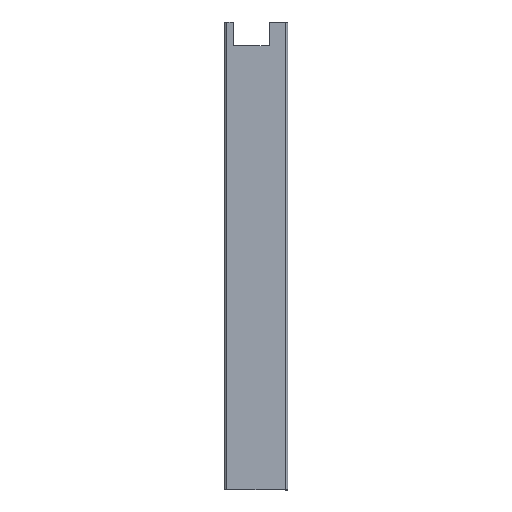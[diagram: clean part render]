
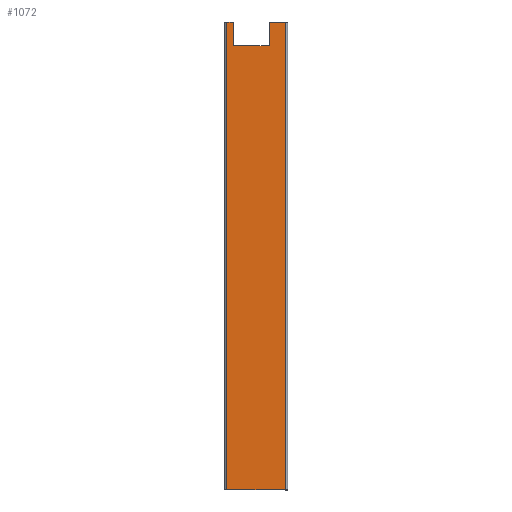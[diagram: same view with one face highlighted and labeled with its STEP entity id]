
A CAD part, top view. The second image highlights one B-rep face of the part: STEP entity #1072.
In plain terms, the highlighted planar face has unit normal (0, 0, 1).
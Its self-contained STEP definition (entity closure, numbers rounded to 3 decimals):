
#53=FACE_OUTER_BOUND('',#110,.T.);
#110=EDGE_LOOP('',(#717,#718,#719,#720,#721,#722,#723,#724));
#168=LINE('',#1524,#305);
#171=LINE('',#1530,#308);
#174=LINE('',#1536,#311);
#176=LINE('',#1540,#313);
#177=LINE('',#1542,#314);
#178=LINE('',#1544,#315);
#179=LINE('',#1546,#316);
#180=LINE('',#1547,#317);
#305=VECTOR('',#1225,10.);
#308=VECTOR('',#1230,10.);
#311=VECTOR('',#1235,10.);
#313=VECTOR('',#1239,10.);
#314=VECTOR('',#1240,10.);
#315=VECTOR('',#1241,10.);
#316=VECTOR('',#1242,10.);
#317=VECTOR('',#1243,10.);
#442=VERTEX_POINT('',#1521);
#443=VERTEX_POINT('',#1523);
#445=VERTEX_POINT('',#1529);
#447=VERTEX_POINT('',#1535);
#448=VERTEX_POINT('',#1539);
#449=VERTEX_POINT('',#1541);
#450=VERTEX_POINT('',#1543);
#451=VERTEX_POINT('',#1545);
#548=EDGE_CURVE('',#443,#442,#168,.T.);
#551=EDGE_CURVE('',#445,#443,#171,.T.);
#554=EDGE_CURVE('',#447,#445,#174,.T.);
#556=EDGE_CURVE('',#448,#442,#176,.T.);
#557=EDGE_CURVE('',#448,#449,#177,.T.);
#558=EDGE_CURVE('',#450,#449,#178,.T.);
#559=EDGE_CURVE('',#451,#450,#179,.T.);
#560=EDGE_CURVE('',#447,#451,#180,.T.);
#717=ORIENTED_EDGE('',*,*,#554,.T.);
#718=ORIENTED_EDGE('',*,*,#551,.T.);
#719=ORIENTED_EDGE('',*,*,#548,.T.);
#720=ORIENTED_EDGE('',*,*,#556,.F.);
#721=ORIENTED_EDGE('',*,*,#557,.T.);
#722=ORIENTED_EDGE('',*,*,#558,.F.);
#723=ORIENTED_EDGE('',*,*,#559,.F.);
#724=ORIENTED_EDGE('',*,*,#560,.F.);
#1026=PLANE('',#1143);
#1072=ADVANCED_FACE('',(#53),#1026,.T.);
#1143=AXIS2_PLACEMENT_3D('',#1538,#1237,#1238);
#1225=DIRECTION('',(0.,1.,0.));
#1230=DIRECTION('',(-1.,0.,0.));
#1235=DIRECTION('',(0.,-1.,0.));
#1237=DIRECTION('center_axis',(0.,0.,1.));
#1238=DIRECTION('ref_axis',(-1.,0.,0.));
#1239=DIRECTION('',(1.,0.,0.));
#1240=DIRECTION('',(0.,-1.,0.));
#1241=DIRECTION('',(-1.,0.,0.));
#1242=DIRECTION('',(0.,-1.,0.));
#1243=DIRECTION('',(1.,0.,0.));
#1521=CARTESIAN_POINT('',(-14.15,223.,2.75));
#1523=CARTESIAN_POINT('',(-14.15,208.3,2.75));
#1524=CARTESIAN_POINT('',(-14.15,215.65,2.75));
#1529=CARTESIAN_POINT('',(8.25,208.3,2.75));
#1530=CARTESIAN_POINT('',(13.25,208.3,2.75));
#1535=CARTESIAN_POINT('',(8.25,223.,2.75));
#1536=CARTESIAN_POINT('',(8.25,223.,2.75));
#1538=CARTESIAN_POINT('Origin',(18.25,223.,2.75));
#1539=CARTESIAN_POINT('',(-18.25,223.,2.75));
#1540=CARTESIAN_POINT('',(-18.25,223.,2.75));
#1541=CARTESIAN_POINT('',(-18.25,-69.,2.75));
#1542=CARTESIAN_POINT('',(-18.25,223.,2.75));
#1543=CARTESIAN_POINT('',(18.25,-69.,2.75));
#1544=CARTESIAN_POINT('',(-18.25,-69.,2.75));
#1545=CARTESIAN_POINT('',(18.25,223.,2.75));
#1546=CARTESIAN_POINT('',(18.25,223.,2.75));
#1547=CARTESIAN_POINT('',(-18.25,223.,2.75));
